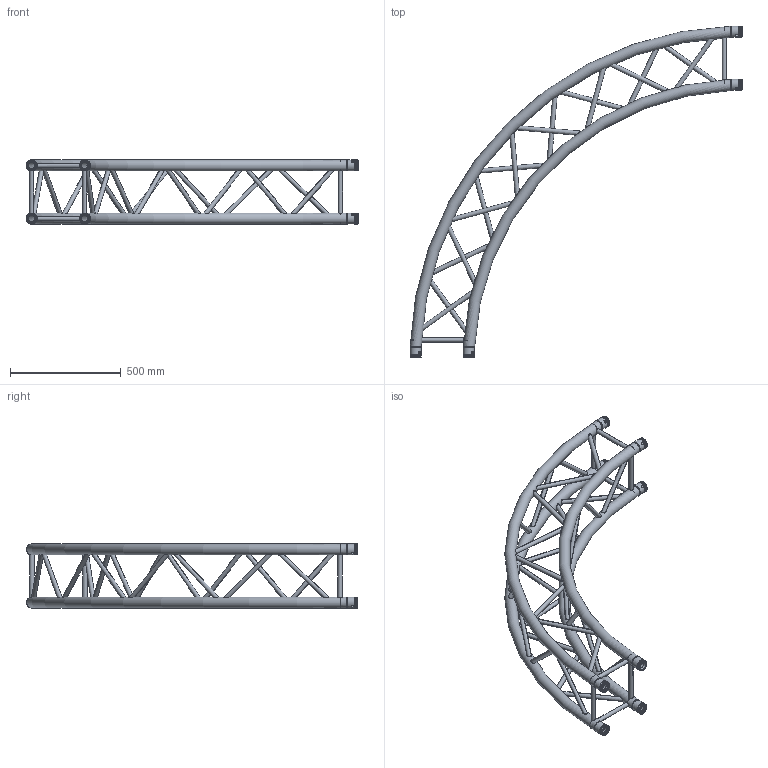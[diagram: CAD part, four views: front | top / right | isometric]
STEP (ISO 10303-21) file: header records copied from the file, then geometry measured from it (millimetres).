
FILE_DESCRIPTION(/* description */ (''),/* implementation_level */ '2;1');
FILE_NAME(/* name */ 'SQ-C3-90-Arc.stp',/* time_stamp */ '2021-03-20T21:25:19-07:00',/* author */ ('TheDanny'),/* organization */ (''),/* preprocessor_version */ 'ST-DEVELOPER v18.1',/* originating_system */ 'Autodesk Inventor 2021',/* authorisation */ '');
FILE_SCHEMA (('AUTOMOTIVE_DESIGN { 1 0 10303 214 3 1 1 }'));
Length unit declared in the file: inch
Products named in the file (53): SQ-C3-90-Arc; SQ-C3-90-Arc1; SQ-C3-90-Arc2; SQ-C3-90-Arc3; SQ-C3-90-Arc4; SQ-C3-90-Arc5; SQ-C3-90-Arc6; SQ-C3-90-Arc7; SQ-C3-90-Arc8; SQ-C3-90-Arc9; SQ-C3-90-Arc10; SQ-C3-90-Arc11; SQ-C3-90-Arc12; SQ-C3-90-Arc13; SQ-C3-90-Arc14; SQ-C3-90-Arc15; SQ-C3-90-Arc16; SQ-C3-90-Arc17; SQ-C3-90-Arc18; SQ-C3-90-Arc19; SQ-C3-90-Arc20; SQ-C3-90-Arc21; SQ-C3-90-Arc22; SQ-C3-90-Arc23; SQ-C3-90-Arc24; SQ-C3-90-Arc25; SQ-C3-90-Arc26; SQ-C3-90-Arc27; SQ-C3-90-Arc28; SQ-C3-90-Arc29; SQ-C3-90-Arc30; SQ-C3-90-Arc31; SQ-C3-90-Arc32; SQ-C3-90-Arc33; SQ-C3-90-Arc34; SQ-C3-90-Arc35; SQ-C3-90-Arc36; SQ-C3-90-Arc37; SQ-C3-90-Arc38; SQ-C3-90-Arc39 ...
Assembly tree (52 placements, depth 2):
  SQ-C3-90-Arc
    SQ-C3-90-Arc1
    SQ-C3-90-Arc2
    SQ-C3-90-Arc3
    SQ-C3-90-Arc4
    SQ-C3-90-Arc5
    SQ-C3-90-Arc6
    SQ-C3-90-Arc7
    SQ-C3-90-Arc8
    SQ-C3-90-Arc9
    SQ-C3-90-Arc10
    SQ-C3-90-Arc11
    SQ-C3-90-Arc12
    SQ-C3-90-Arc13
    SQ-C3-90-Arc14
    SQ-C3-90-Arc15
    SQ-C3-90-Arc16
    SQ-C3-90-Arc17
    SQ-C3-90-Arc18
    SQ-C3-90-Arc19
    SQ-C3-90-Arc20
    SQ-C3-90-Arc21
    SQ-C3-90-Arc22
    SQ-C3-90-Arc23
    SQ-C3-90-Arc24
    SQ-C3-90-Arc25
    SQ-C3-90-Arc26
    SQ-C3-90-Arc27
    SQ-C3-90-Arc28
    SQ-C3-90-Arc29
    SQ-C3-90-Arc30
    SQ-C3-90-Arc31
    SQ-C3-90-Arc32
    SQ-C3-90-Arc33
    SQ-C3-90-Arc34
    SQ-C3-90-Arc35
    SQ-C3-90-Arc36
    SQ-C3-90-Arc37
    SQ-C3-90-Arc38
    SQ-C3-90-Arc39
    SQ-C3-90-Arc40
    SQ-C3-90-Arc41
    SQ-C3-90-Arc42
    SQ-C3-90-Arc43
    SQ-C3-90-Arc44
    SQ-C3-90-Arc45
    SQ-C3-90-Arc46
    SQ-C3-90-Arc47
    SQ-C3-90-Arc48
    SQ-C3-90-Arc49
    SQ-C3-90-Arc50
    SQ-C3-90-Arc51
    SQ-C3-90-Arc52
Bounding box: 1501.4 x 1499.66 x 290 mm (x, y, z)
Volume: 4281522.9 mm3; surface area: 3788198.5 mm2
Topology: 52 solids, 52 shells, 304 faces, 904 edges, 688 vertices
Faces by surface type: torus 120, cylinder 104, cone 56, plane 24
Full cylindrical faces by diameter (mm): 16 x40, 20 x40, 30.3 x8, 45.8 x8, 50 x8
Entity records: 24099 total; most frequent: CARTESIAN_POINT 14073, ORIENTED_EDGE 1808, DIRECTION 1586, EDGE_CURVE 904, AXIS2_PLACEMENT_3D 705, VERTEX_POINT 688, B_SPLINE_CURVE_WITH_KNOTS 432, EDGE_LOOP 424
